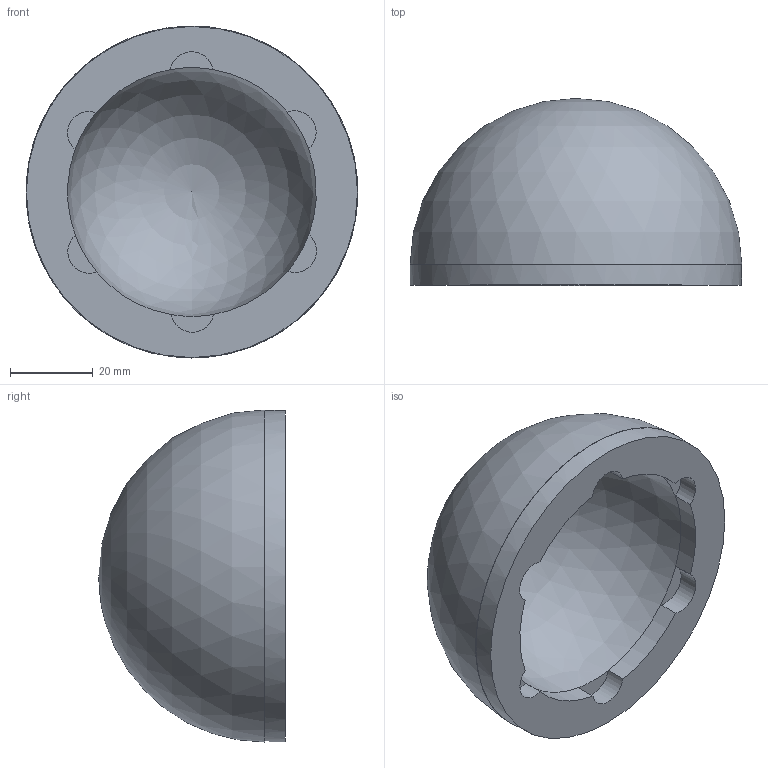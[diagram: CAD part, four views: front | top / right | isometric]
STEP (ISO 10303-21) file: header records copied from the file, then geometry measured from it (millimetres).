
FILE_DESCRIPTION(/* description */ (''),/* implementation_level */ '2;1');
FILE_NAME(/* name */ 'central axis cover 4-4.stp',/* time_stamp */ '2017-03-31T17:57:49+02:00',/* author */ ('Admin'),/* organization */ (''),/* preprocessor_version */ 'ST-DEVELOPER v16.1',/* originating_system */ 'Autodesk Inventor 2016',/* authorisation */ '');
FILE_SCHEMA (('AUTOMOTIVE_DESIGN { 1 0 10303 214 3 1 1 }'));
Length unit declared in the file: millimetre
Products named in the file (1): tapa eje central
Bounding box: 80 x 45.05 x 80.1 mm (x, y, z)
Volume: 88029.9 mm3; surface area: 20268.3 mm2
Topology: 1 solids, 1 shells, 23 faces, 52 edges, 31 vertices
Faces by surface type: cylinder 13, plane 8, sphere 2
Full cylindrical faces by diameter (mm): 79.9 x1
Entity records: 624 total; most frequent: DIRECTION 126, CARTESIAN_POINT 96, ORIENTED_EDGE 90, AXIS2_PLACEMENT_3D 57, EDGE_CURVE 45, CIRCLE 33, VERTEX_POINT 27, EDGE_LOOP 26
